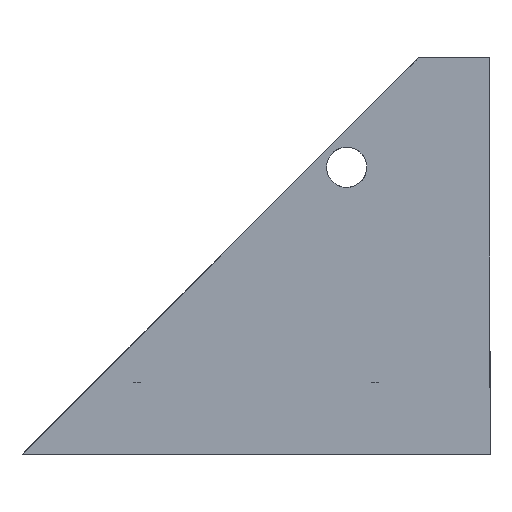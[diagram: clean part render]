
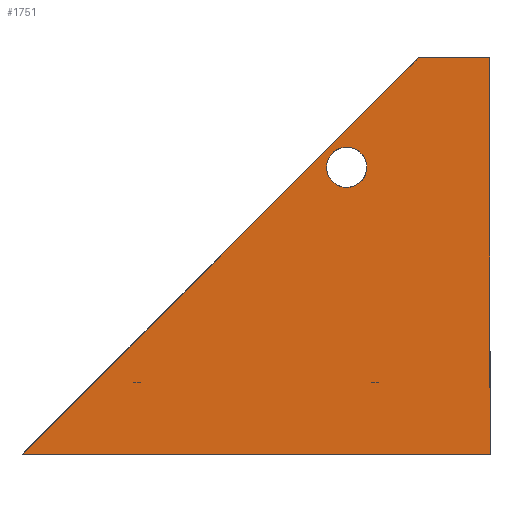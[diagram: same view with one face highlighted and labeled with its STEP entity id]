
A CAD part, front view. The second image highlights one B-rep face of the part: STEP entity #1751.
In plain terms, the highlighted planar face has unit normal (0, -1, 0).
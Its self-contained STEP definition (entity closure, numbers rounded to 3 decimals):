
#45=FACE_BOUND('',#261,.T.);
#77=PLANE('',#1958);
#147=FACE_OUTER_BOUND('',#260,.T.);
#260=EDGE_LOOP('',(#1481,#1482,#1483,#1484));
#261=EDGE_LOOP('',(#1485));
#365=LINE('',#3241,#447);
#371=LINE('',#3264,#453);
#385=LINE('',#3330,#467);
#390=LINE('',#3342,#472);
#447=VECTOR('',#2275,10.);
#453=VECTOR('',#2295,10.);
#467=VECTOR('',#2377,10.);
#472=VECTOR('',#2388,10.);
#506=CIRCLE('',#1824,1.4);
#675=VERTEX_POINT('',#2724);
#753=VERTEX_POINT('',#3234);
#756=VERTEX_POINT('',#3239);
#765=VERTEX_POINT('',#3261);
#766=VERTEX_POINT('',#3263);
#867=EDGE_CURVE('',#675,#675,#506,.T.);
#985=EDGE_CURVE('',#756,#753,#365,.T.);
#996=EDGE_CURVE('',#765,#766,#371,.T.);
#1026=EDGE_CURVE('',#753,#765,#385,.T.);
#1033=EDGE_CURVE('',#766,#756,#390,.T.);
#1481=ORIENTED_EDGE('',*,*,#985,.F.);
#1482=ORIENTED_EDGE('',*,*,#1033,.F.);
#1483=ORIENTED_EDGE('',*,*,#996,.F.);
#1484=ORIENTED_EDGE('',*,*,#1026,.F.);
#1485=ORIENTED_EDGE('',*,*,#867,.T.);
#1751=ADVANCED_FACE('',(#147,#45),#77,.F.);
#1824=AXIS2_PLACEMENT_3D('',#2725,#2076,#2077);
#1958=AXIS2_PLACEMENT_3D('',#3354,#2400,#2401);
#2076=DIRECTION('center_axis',(0.,1.,0.));
#2077=DIRECTION('ref_axis',(-1.,0.,0.));
#2275=DIRECTION('',(0.707,0.,0.707));
#2295=DIRECTION('',(0.,0.,-1.));
#2377=DIRECTION('',(1.,0.,0.));
#2388=DIRECTION('',(-1.,0.,0.));
#2400=DIRECTION('center_axis',(0.,1.,0.));
#2401=DIRECTION('ref_axis',(0.,0.,1.));
#2724=CARTESIAN_POINT('',(-12.447,-62.38,19.929));
#2725=CARTESIAN_POINT('Origin',(-13.847,-62.38,19.929));
#3234=CARTESIAN_POINT('',(-8.88,-62.38,27.526));
#3239=CARTESIAN_POINT('',(-36.406,-62.38,0.));
#3241=CARTESIAN_POINT('',(-36.406,-62.38,0.));
#3261=CARTESIAN_POINT('',(-3.88,-62.38,27.526));
#3263=CARTESIAN_POINT('',(-3.88,-62.38,0.));
#3264=CARTESIAN_POINT('',(-3.88,-62.38,27.526));
#3330=CARTESIAN_POINT('',(-8.88,-62.38,27.526));
#3342=CARTESIAN_POINT('',(-3.88,-62.38,0.));
#3354=CARTESIAN_POINT('Origin',(-16.112,-62.38,10.12));
